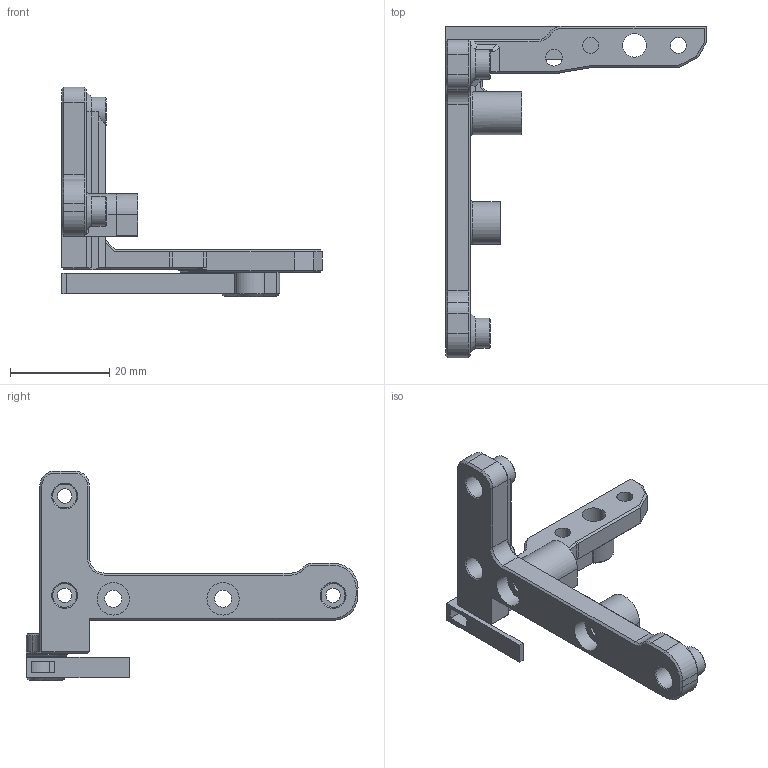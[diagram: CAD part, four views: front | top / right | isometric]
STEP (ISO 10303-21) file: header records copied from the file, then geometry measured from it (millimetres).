
FILE_DESCRIPTION(/* description */ (''),/* implementation_level */ '2;1');
FILE_NAME(/* name */ 'Alternate Bracket.step',/* time_stamp */ '2025-06-04T09:22:23+10:00',/* author */ (''),/* organization */ (''),/* preprocessor_version */ 'ST-DEVELOPER v20.1',/* originating_system */ 'Autodesk Translation Framework v14.4.0.0',/* authorisation */ '');
FILE_SCHEMA (('AUTOMOTIVE_DESIGN { 1 0 10303 214 3 1 1 }'));
Length unit declared in the file: millimetre
Products named in the file (1): Alternate Bracket
Bounding box: 52.47 x 66.78 x 42.2 mm (x, y, z)
Volume: 7935.7 mm3; surface area: 6785.9 mm2
Topology: 2 solids, 2 shells, 212 faces, 513 edges, 312 vertices
Faces by surface type: plane 136, cone 40, cylinder 35, bspline 1
Full cylindrical faces by diameter (mm): 2.9 x3, 3.209 x2, 3.4 x3, 4.7 x1, 4.8 x3, 6 x1, 6.5 x2
Entity records: 6127 total; most frequent: CARTESIAN_POINT 1083, DIRECTION 1043, ORIENTED_EDGE 1026, EDGE_CURVE 513, LINE 379, VECTOR 379, AXIS2_PLACEMENT_3D 332, VERTEX_POINT 312
